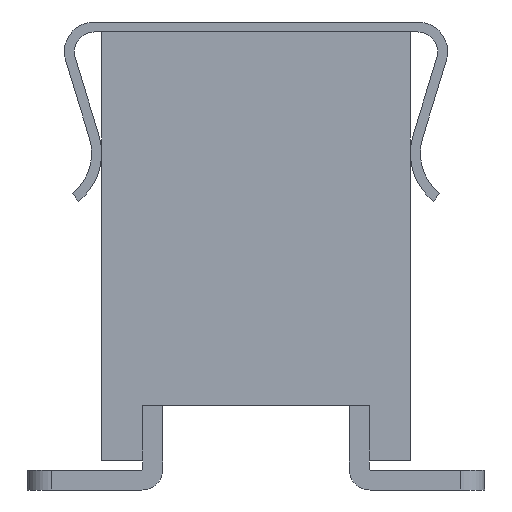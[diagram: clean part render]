
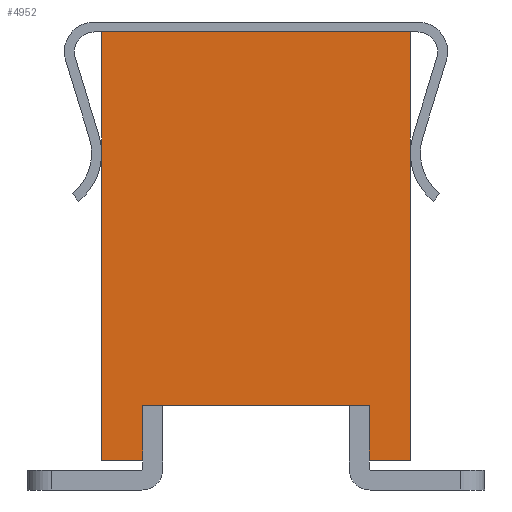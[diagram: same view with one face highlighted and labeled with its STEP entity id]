
A CAD part, left-side view. The second image highlights one B-rep face of the part: STEP entity #4952.
In plain terms, the highlighted planar face has unit normal (-1, 0, 0).
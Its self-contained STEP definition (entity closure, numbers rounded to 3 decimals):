
#553=ORIENTED_EDGE('',*,*,#1794,.T.);
#554=ORIENTED_EDGE('',*,*,#1989,.T.);
#555=ORIENTED_EDGE('',*,*,#1990,.F.);
#556=ORIENTED_EDGE('',*,*,#1991,.T.);
#557=ORIENTED_EDGE('',*,*,#1702,.T.);
#558=ORIENTED_EDGE('',*,*,#1992,.F.);
#559=ORIENTED_EDGE('',*,*,#1993,.F.);
#560=ORIENTED_EDGE('',*,*,#1994,.T.);
#1702=EDGE_CURVE('',#2421,#2419,#2894,.T.);
#1794=EDGE_CURVE('',#2513,#2512,#2986,.T.);
#1989=EDGE_CURVE('',#2512,#2707,#3181,.T.);
#1990=EDGE_CURVE('',#2708,#2707,#3182,.T.);
#1991=EDGE_CURVE('',#2708,#2421,#3183,.T.);
#1992=EDGE_CURVE('',#2709,#2419,#3184,.T.);
#1993=EDGE_CURVE('',#2710,#2709,#3185,.T.);
#1994=EDGE_CURVE('',#2710,#2513,#3186,.T.);
#2419=VERTEX_POINT('',#6960);
#2421=VERTEX_POINT('',#6963);
#2512=VERTEX_POINT('',#7147);
#2513=VERTEX_POINT('',#7149);
#2707=VERTEX_POINT('',#7558);
#2708=VERTEX_POINT('',#7560);
#2709=VERTEX_POINT('',#7563);
#2710=VERTEX_POINT('',#7565);
#2894=LINE('',#6962,#3536);
#2986=LINE('',#7148,#3628);
#3181=LINE('',#7557,#3823);
#3182=LINE('',#7559,#3824);
#3183=LINE('',#7561,#3825);
#3184=LINE('',#7562,#3826);
#3185=LINE('',#7564,#3827);
#3186=LINE('',#7566,#3828);
#3536=VECTOR('',#5602,1000.);
#3628=VECTOR('',#5698,1000.);
#3823=VECTOR('',#5933,1000.);
#3824=VECTOR('',#5934,1000.);
#3825=VECTOR('',#5935,1000.);
#3826=VECTOR('',#5936,1000.);
#3827=VECTOR('',#5937,1000.);
#3828=VECTOR('',#5938,1000.);
#4199=EDGE_LOOP('',(#553,#554,#555,#556,#557,#558,#559,#560));
#4489=FACE_BOUND('',#4199,.T.);
#4739=PLANE('',#5241);
#4952=ADVANCED_FACE('',(#4489),#4739,.T.);
#5241=AXIS2_PLACEMENT_3D('',#7556,#5931,#5932);
#5602=DIRECTION('',(0.,1.,0.));
#5698=DIRECTION('',(0.,-1.,0.));
#5931=DIRECTION('',(-1.,0.,0.));
#5932=DIRECTION('',(0.,0.,1.));
#5933=DIRECTION('',(0.,0.,-1.));
#5934=DIRECTION('',(0.,1.,0.));
#5935=DIRECTION('',(0.,0.,1.));
#5936=DIRECTION('',(0.,0.,1.));
#5937=DIRECTION('',(0.,1.,0.));
#5938=DIRECTION('',(0.,0.,1.));
#6960=CARTESIAN_POINT('',(-6.55,1.55,2.15));
#6962=CARTESIAN_POINT('',(-6.55,-1.55,2.15));
#6963=CARTESIAN_POINT('',(-6.55,-1.55,2.15));
#7147=CARTESIAN_POINT('',(-6.55,-1.135,-1.6));
#7148=CARTESIAN_POINT('',(-6.55,-1.55,-1.6));
#7149=CARTESIAN_POINT('',(-6.55,1.135,-1.6));
#7556=CARTESIAN_POINT('',(-6.55,-1.55,-2.15));
#7557=CARTESIAN_POINT('',(-6.55,-1.135,-2.15));
#7558=CARTESIAN_POINT('',(-6.55,-1.135,-2.15));
#7559=CARTESIAN_POINT('',(-6.55,-1.55,-2.15));
#7560=CARTESIAN_POINT('',(-6.55,-1.55,-2.15));
#7561=CARTESIAN_POINT('',(-6.55,-1.55,-2.15));
#7562=CARTESIAN_POINT('',(-6.55,1.55,-2.15));
#7563=CARTESIAN_POINT('',(-6.55,1.55,-2.15));
#7564=CARTESIAN_POINT('',(-6.55,-1.55,-2.15));
#7565=CARTESIAN_POINT('',(-6.55,1.135,-2.15));
#7566=CARTESIAN_POINT('',(-6.55,1.135,-2.15));
